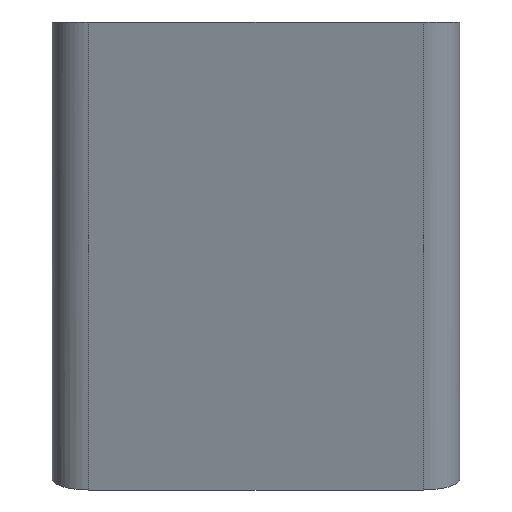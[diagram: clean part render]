
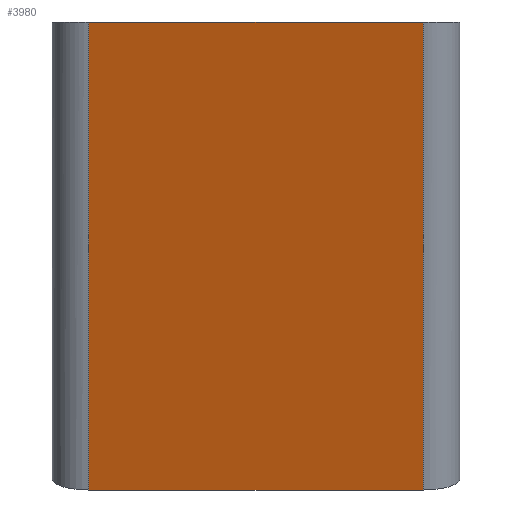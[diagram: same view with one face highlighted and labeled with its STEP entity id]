
A CAD part, front view. The second image highlights one B-rep face of the part: STEP entity #3980.
In plain terms, the highlighted planar face has unit normal (0, -0.951, -0.309).
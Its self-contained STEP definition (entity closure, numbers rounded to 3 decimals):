
#253=PLANE('',#4323);
#325=FACE_OUTER_BOUND('',#601,.T.);
#601=EDGE_LOOP('',(#3034,#3035,#3036,#3037));
#823=LINE('',#5809,#1100);
#829=LINE('',#5823,#1106);
#840=LINE('',#5863,#1117);
#846=LINE('',#5875,#1123);
#1100=VECTOR('',#4602,10.);
#1106=VECTOR('',#4614,10.);
#1117=VECTOR('',#4645,10.);
#1123=VECTOR('',#4657,10.);
#1640=VERTEX_POINT('',#5806);
#1641=VERTEX_POINT('',#5808);
#1646=VERTEX_POINT('',#5822);
#1665=VERTEX_POINT('',#5862);
#2030=EDGE_CURVE('',#1640,#1641,#823,.T.);
#2037=EDGE_CURVE('',#1646,#1641,#829,.T.);
#2057=EDGE_CURVE('',#1646,#1665,#840,.T.);
#2064=EDGE_CURVE('',#1665,#1640,#846,.T.);
#3034=ORIENTED_EDGE('',*,*,#2030,.F.);
#3035=ORIENTED_EDGE('',*,*,#2064,.F.);
#3036=ORIENTED_EDGE('',*,*,#2057,.F.);
#3037=ORIENTED_EDGE('',*,*,#2037,.T.);
#3980=ADVANCED_FACE('',(#325),#253,.T.);
#4323=AXIS2_PLACEMENT_3D('',#6416,#5110,#5111);
#4602=DIRECTION('',(0.,-0.309,0.951));
#4614=DIRECTION('',(-1.,0.,0.));
#4645=DIRECTION('',(0.,0.309,-0.951));
#4657=DIRECTION('',(-1.,0.,0.));
#5110=DIRECTION('center_axis',(0.,-0.951,-0.309));
#5111=DIRECTION('ref_axis',(0.,-0.309,0.951));
#5806=CARTESIAN_POINT('',(-40.76,6.05,-51.357));
#5808=CARTESIAN_POINT('',(-40.76,-10.637,0.));
#5809=CARTESIAN_POINT('',(-40.76,1.991,-38.867));
#5822=CARTESIAN_POINT('',(-4.,-10.637,0.));
#5823=CARTESIAN_POINT('',(0.,-10.637,0.));
#5862=CARTESIAN_POINT('',(-4.,6.05,-51.357));
#5863=CARTESIAN_POINT('',(-4.,1.991,-38.867));
#5875=CARTESIAN_POINT('',(0.,6.05,-51.357));
#6416=CARTESIAN_POINT('Origin',(0.,6.05,-51.357));
